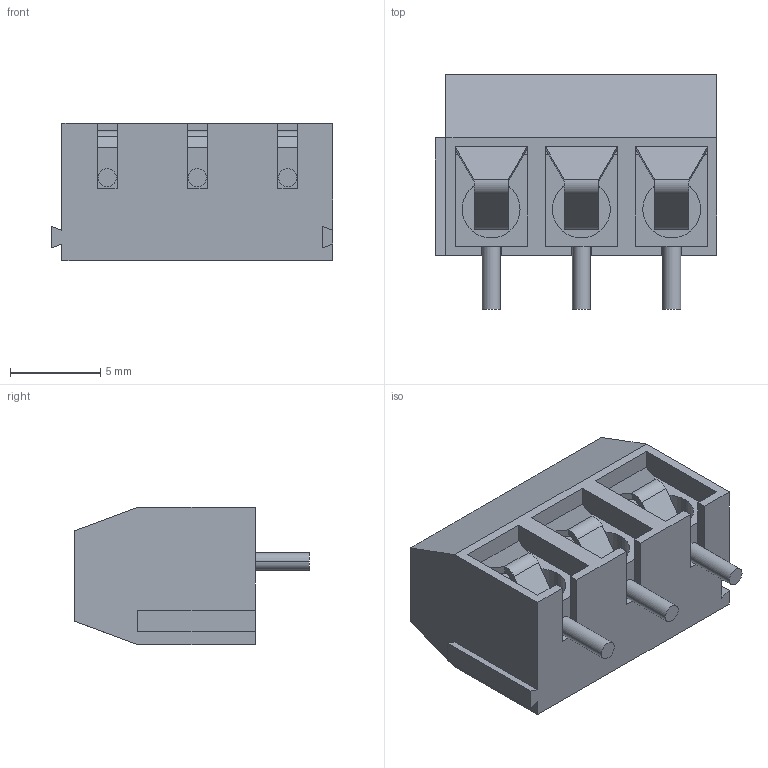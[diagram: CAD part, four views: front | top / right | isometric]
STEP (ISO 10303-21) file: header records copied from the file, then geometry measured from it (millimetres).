
FILE_DESCRIPTION (( 'STEP AP214' ), '1' );
FILE_NAME ('E5C8E72F-FB21-4D1B-A5A2-08A76D19D867.STEP', '2023-01-12T01:32:18', ( '' ), ( '' ), 'SwSTEP 2.0', 'SolidWorks 2022', '' );
FILE_SCHEMA (( 'AUTOMOTIVE_DESIGN' ));
Length unit declared in the file: millimetre
Products named in the file (1): E5C8E72F-FB21-4D1B-A5A2-08A76D19D867
Bounding box: 15.6 x 13 x 7.6 mm (x, y, z)
Volume: 845.2 mm3; surface area: 1211.6 mm2
Topology: 1 solids, 1 shells, 176 faces, 471 edges, 308 vertices
Faces by surface type: plane 137, cylinder 39
Entity records: 7411 total; most frequent: CARTESIAN_POINT 974, ORIENTED_EDGE 942, DIRECTION 909, EDGE_CURVE 471, LINE 375, VECTOR 375, VERTEX_POINT 308, AXIS2_PLACEMENT_3D 267
